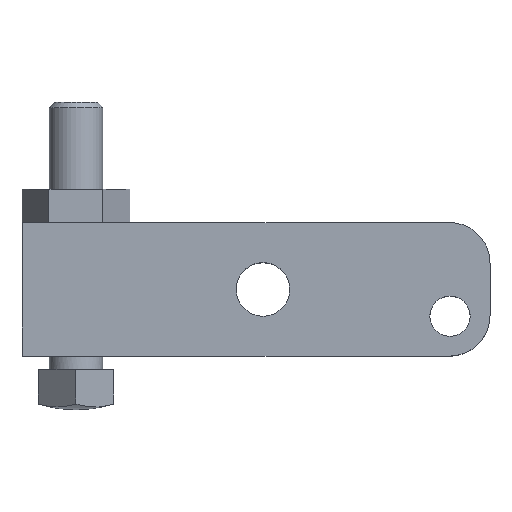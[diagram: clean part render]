
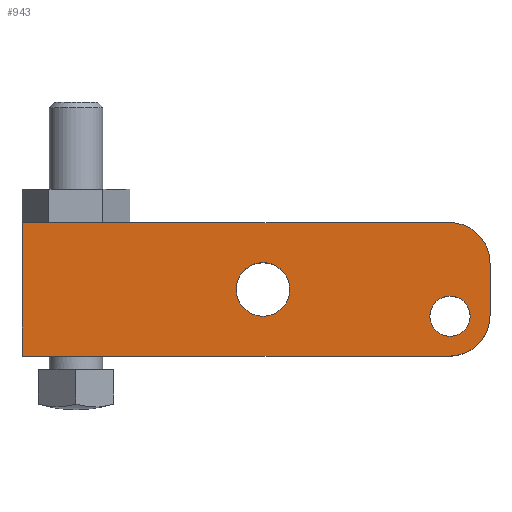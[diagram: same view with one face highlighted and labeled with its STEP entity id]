
A CAD part, top view. The second image highlights one B-rep face of the part: STEP entity #943.
In plain terms, the highlighted planar face has unit normal (0, 0, 1).
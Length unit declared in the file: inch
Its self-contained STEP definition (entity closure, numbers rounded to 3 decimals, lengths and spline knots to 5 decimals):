
#179=CARTESIAN_POINT('',(0.,0.,0.25));
#180=DIRECTION('',(0.,0.,-1.));
#181=DIRECTION('',(-1.,0.,0.));
#182=AXIS2_PLACEMENT_3D('',#179,#180,#181);
#184=CARTESIAN_POINT('',(0.,0.,0.25));
#185=DIRECTION('',(0.,0.,-1.));
#186=DIRECTION('',(1.,0.,0.));
#187=AXIS2_PLACEMENT_3D('',#184,#185,#186);
#189=CARTESIAN_POINT('',(-0.875,0.125,0.25));
#190=DIRECTION('',(0.,0.,-1.));
#191=DIRECTION('',(-1.,0.,0.));
#192=AXIS2_PLACEMENT_3D('',#189,#190,#191);
#194=CARTESIAN_POINT('',(-0.875,0.125,0.25));
#195=DIRECTION('',(0.,0.,-1.));
#196=DIRECTION('',(1.,0.,0.));
#197=AXIS2_PLACEMENT_3D('',#194,#195,#196);
#199=DIRECTION('',(0.,1.,0.));
#200=VECTOR('',#199,0.245);
#201=CARTESIAN_POINT('',(0.187,0.003,0.25));
#202=LINE('',#201,#200);
#203=DIRECTION('',(1.,0.,0.));
#204=VECTOR('',#203,1.997);
#205=CARTESIAN_POINT('',(-2.,-0.187,0.25));
#206=LINE('',#205,#204);
#207=DIRECTION('',(0.,-1.,0.));
#208=VECTOR('',#207,0.625);
#209=CARTESIAN_POINT('',(-2.,0.438,0.25));
#210=LINE('',#209,#208);
#211=DIRECTION('',(-1.,0.,0.));
#212=VECTOR('',#211,1.997);
#213=CARTESIAN_POINT('',(-0.003,0.438,0.25));
#214=LINE('',#213,#212);
#246=CARTESIAN_POINT('',(-0.003,0.248,0.25));
#247=DIRECTION('',(0.,0.,1.));
#248=DIRECTION('',(1.,0.,0.));
#249=AXIS2_PLACEMENT_3D('',#246,#247,#248);
#439=CARTESIAN_POINT('',(-0.003,0.003,0.25));
#440=DIRECTION('',(0.,0.,1.));
#441=DIRECTION('',(0.,-1.,0.));
#442=AXIS2_PLACEMENT_3D('',#439,#440,#441);
#511=CARTESIAN_POINT('',(-2.,0.438,0.25));
#512=CARTESIAN_POINT('',(-2.,-0.187,0.25));
#513=VERTEX_POINT('',#511);
#514=VERTEX_POINT('',#512);
#519=CARTESIAN_POINT('',(-0.09425,0.,0.25));
#520=CARTESIAN_POINT('',(0.09425,0.,0.25));
#521=VERTEX_POINT('',#519);
#522=VERTEX_POINT('',#520);
#527=CARTESIAN_POINT('',(-1.00025,0.125,0.25));
#528=CARTESIAN_POINT('',(-0.74975,0.125,0.25));
#529=VERTEX_POINT('',#527);
#530=VERTEX_POINT('',#528);
#549=CARTESIAN_POINT('',(-0.003,-0.187,0.25));
#550=VERTEX_POINT('',#549);
#553=CARTESIAN_POINT('',(0.187,0.003,0.25));
#554=VERTEX_POINT('',#553);
#563=CARTESIAN_POINT('',(0.187,0.248,0.25));
#565=VERTEX_POINT('',#563);
#567=CARTESIAN_POINT('',(-0.003,0.438,0.25));
#568=VERTEX_POINT('',#567);
#917=CARTESIAN_POINT('',(0.,0.,0.25));
#918=DIRECTION('',(0.,0.,1.));
#919=DIRECTION('',(1.,0.,0.));
#920=AXIS2_PLACEMENT_3D('',#917,#918,#919);
#921=PLANE('',#920);
#923=ORIENTED_EDGE('',*,*,#922,.F.);
#925=ORIENTED_EDGE('',*,*,#924,.F.);
#927=ORIENTED_EDGE('',*,*,#926,.F.);
#928=ORIENTED_EDGE('',*,*,#761,.F.);
#930=ORIENTED_EDGE('',*,*,#929,.F.);
#932=ORIENTED_EDGE('',*,*,#931,.F.);
#933=EDGE_LOOP('',(#923,#925,#927,#928,#930,#932));
#934=FACE_OUTER_BOUND('',#933,.F.);
#935=ORIENTED_EDGE('',*,*,#826,.F.);
#936=ORIENTED_EDGE('',*,*,#854,.F.);
#937=EDGE_LOOP('',(#935,#936));
#938=FACE_BOUND('',#937,.F.);
#939=ORIENTED_EDGE('',*,*,#897,.F.);
#940=ORIENTED_EDGE('',*,*,#911,.F.);
#941=EDGE_LOOP('',(#939,#940));
#942=FACE_BOUND('',#941,.F.);
#943=ADVANCED_FACE('',(#934,#938,#942),#921,.T.);
#183=CIRCLE('',#182,0.09425);
#188=CIRCLE('',#187,0.09425);
#193=CIRCLE('',#192,0.12525);
#198=CIRCLE('',#197,0.12525);
#250=CIRCLE('',#249,0.19);
#443=CIRCLE('',#442,0.19);
#761=EDGE_CURVE('',#514,#550,#206,.T.);
#826=EDGE_CURVE('',#521,#522,#183,.T.);
#854=EDGE_CURVE('',#522,#521,#188,.T.);
#897=EDGE_CURVE('',#529,#530,#193,.T.);
#911=EDGE_CURVE('',#530,#529,#198,.T.);
#922=EDGE_CURVE('',#565,#568,#250,.T.);
#924=EDGE_CURVE('',#554,#565,#202,.T.);
#926=EDGE_CURVE('',#550,#554,#443,.T.);
#929=EDGE_CURVE('',#513,#514,#210,.T.);
#931=EDGE_CURVE('',#568,#513,#214,.T.);
